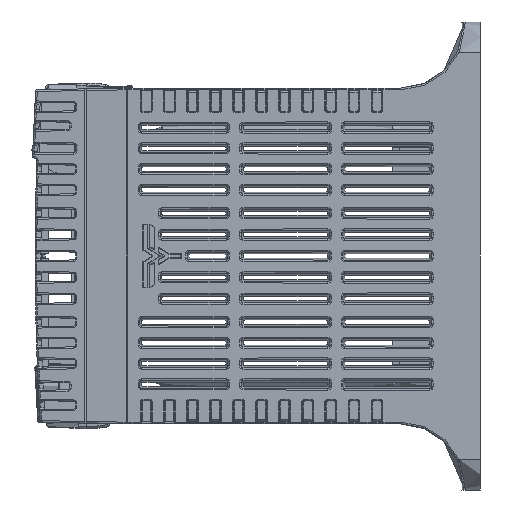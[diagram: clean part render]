
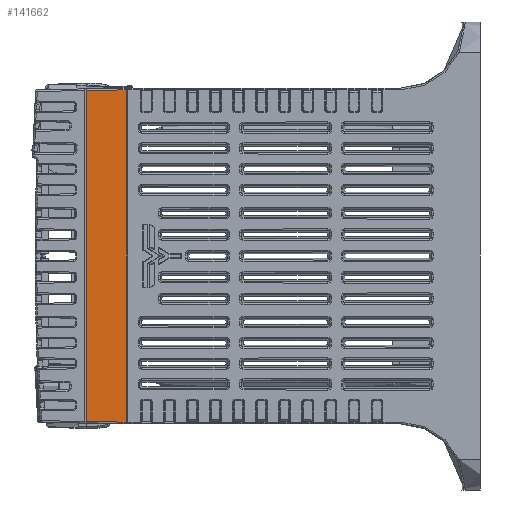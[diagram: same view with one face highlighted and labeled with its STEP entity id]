
A CAD part, left-side view. The second image highlights one B-rep face of the part: STEP entity #141662.
In plain terms, the highlighted planar face has unit normal (-1, 0.018, 0).
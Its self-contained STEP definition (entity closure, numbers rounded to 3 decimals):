
#18417=FACE_OUTER_BOUND('',#26501,.T.);
#26501=EDGE_LOOP('',(#99456,#99457,#99458,#99459));
#35584=LINE('',#219482,#47440);
#35607=LINE('',#219555,#47463);
#35688=LINE('',#219771,#47544);
#35689=LINE('',#219773,#47545);
#47440=VECTOR('',#168779,10.);
#47463=VECTOR('',#168838,10.);
#47544=VECTOR('',#168965,10.);
#47545=VECTOR('',#168968,10.);
#59848=VERTEX_POINT('',#219479);
#59849=VERTEX_POINT('',#219481);
#59880=VERTEX_POINT('',#219552);
#59881=VERTEX_POINT('',#219554);
#75288=EDGE_CURVE('',#59849,#59848,#35584,.T.);
#75325=EDGE_CURVE('',#59880,#59881,#35607,.T.);
#75427=EDGE_CURVE('',#59848,#59881,#35688,.T.);
#75428=EDGE_CURVE('',#59849,#59880,#35689,.T.);
#99456=ORIENTED_EDGE('',*,*,#75288,.T.);
#99457=ORIENTED_EDGE('',*,*,#75427,.T.);
#99458=ORIENTED_EDGE('',*,*,#75325,.F.);
#99459=ORIENTED_EDGE('',*,*,#75428,.F.);
#139314=PLANE('',#150402);
#141662=ADVANCED_FACE('',(#18417),#139314,.T.);
#150402=AXIS2_PLACEMENT_3D('',#219772,#168966,#168967);
#168779=DIRECTION('',(0.,0.,1.));
#168838=DIRECTION('',(0.,0.,1.));
#168965=DIRECTION('',(0.017,1.,-0.017));
#168966=DIRECTION('center_axis',(-1.,0.017,0.));
#168967=DIRECTION('ref_axis',(0.,0.,
1.));
#168968=DIRECTION('',(0.017,1.,0.017));
#219479=CARTESIAN_POINT('',(-58.891,104.5,48.991));
#219481=CARTESIAN_POINT('',(-58.891,104.5,-48.991));
#219482=CARTESIAN_POINT('',(-58.891,104.5,0.368));
#219552=CARTESIAN_POINT('',(-58.687,116.2,-48.787));
#219554=CARTESIAN_POINT('',(-58.687,116.2,48.787));
#219555=CARTESIAN_POINT('',(-58.687,116.2,48.787));
#219771=CARTESIAN_POINT('',(-58.9,104.,49.));
#219772=CARTESIAN_POINT('Origin',(-58.9,104.,-49.));
#219773=CARTESIAN_POINT('',(-58.9,104.,-49.));
